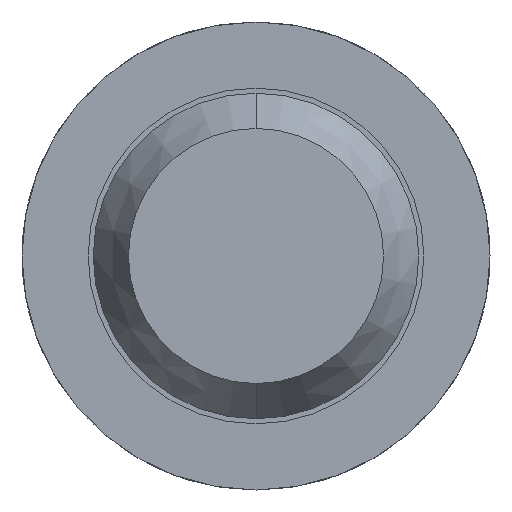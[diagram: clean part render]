
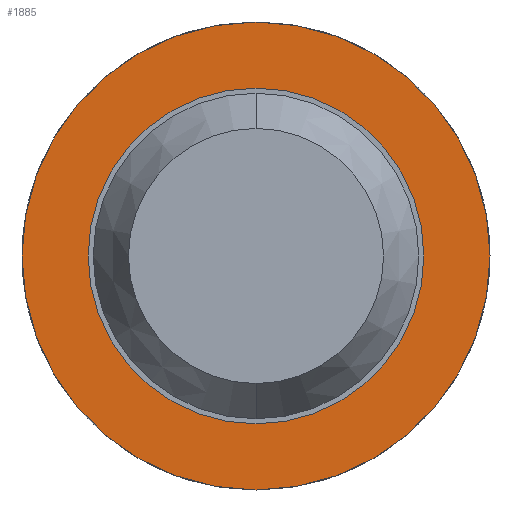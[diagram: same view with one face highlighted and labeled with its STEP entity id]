
A CAD part, front view. The second image highlights one B-rep face of the part: STEP entity #1885.
In plain terms, the highlighted planar face has unit normal (0, -1, 0).
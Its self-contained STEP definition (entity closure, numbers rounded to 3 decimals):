
#4 = AXIS2_PLACEMENT_3D ( 'NONE', #1072, #1935, #2653 ) ;
#142 = PLANE ( 'NONE',  #383 ) ;
#143 = CIRCLE ( 'NONE', #1931, 0.825 ) ;
#186 = CARTESIAN_POINT ( 'NONE',  ( 0., -1.7, -1.15 ) ) ;
#210 = AXIS2_PLACEMENT_3D ( 'NONE', #3860, #698, #1030 ) ;
#258 = EDGE_CURVE ( 'Defeature ausgef�hrt1_6+Defeature ausgef�hrt1_13+Defeature ausgef�hrt1_13+Defeature ausgef�hrt1_13', #992, #1937, #2055, .T. ) ;
#383 = AXIS2_PLACEMENT_3D ( 'NONE', #1719, #1456, #3982 ) ;
#481 = FACE_OUTER_BOUND ( 'NONE', #2344, .T. ) ;
#572 = EDGE_CURVE ( 'Defeature ausgef�hrt1_6+Defeature ausgef�hrt1_13+Defeature ausgef�hrt1_13+Defeature ausgef�hrt1_13', #1937, #992, #3705, .T. ) ;
#698 = DIRECTION ( 'NONE',  ( 0., 1., 0. ) ) ;
#882 = CIRCLE ( 'NONE', #210, 0.825 ) ;
#916 = DIRECTION ( 'NONE',  ( 0., 1., 0. ) ) ;
#992 = VERTEX_POINT ( 'NONE', #186 ) ;
#1030 = DIRECTION ( 'NONE',  ( 0., 0., 1. ) ) ;
#1072 = CARTESIAN_POINT ( 'NONE',  ( 0., -1.7, 0. ) ) ;
#1304 = VERTEX_POINT ( 'NONE', #1398 ) ;
#1306 = DIRECTION ( 'NONE',  ( 0., 0., 1. ) ) ;
#1398 = CARTESIAN_POINT ( 'NONE',  ( 0., -1.7, 0.825 ) ) ;
#1456 = DIRECTION ( 'NONE',  ( 0., 1., 0. ) ) ;
#1719 = CARTESIAN_POINT ( 'NONE',  ( 0.825, -1.7, 0. ) ) ;
#1743 = FACE_BOUND ( 'NONE', #2369, .T. ) ;
#1885 = ADVANCED_FACE ( 'Defeature ausgef�hrt1_13', ( #481, #1743 ), #142, .F. ) ;
#1925 = DIRECTION ( 'NONE',  ( 0., 0., 1. ) ) ;
#1931 = AXIS2_PLACEMENT_3D ( 'NONE', #3181, #916, #1306 ) ;
#1935 = DIRECTION ( 'NONE',  ( 0., 1., 0. ) ) ;
#1937 = VERTEX_POINT ( 'NONE', #3103 ) ;
#2055 = CIRCLE ( 'NONE', #4, 1.15 ) ;
#2344 = EDGE_LOOP ( 'NONE', ( #3580, #2615 ) ) ;
#2369 = EDGE_LOOP ( 'NONE', ( #3429, #2948 ) ) ;
#2447 = AXIS2_PLACEMENT_3D ( 'NONE', #3757, #3440, #1925 ) ;
#2615 = ORIENTED_EDGE ( 'NONE', *, *, #258, .F. ) ;
#2653 = DIRECTION ( 'NONE',  ( 0., 0., 1. ) ) ;
#2820 = CARTESIAN_POINT ( 'NONE',  ( 0., -1.7, -0.825 ) ) ;
#2844 = VERTEX_POINT ( 'NONE', #2820 ) ;
#2948 = ORIENTED_EDGE ( 'NONE', *, *, #3640, .T. ) ;
#3103 = CARTESIAN_POINT ( 'NONE',  ( 0., -1.7, 1.15 ) ) ;
#3181 = CARTESIAN_POINT ( 'NONE',  ( 0., -1.7, 0. ) ) ;
#3429 = ORIENTED_EDGE ( 'NONE', *, *, #4008, .T. ) ;
#3440 = DIRECTION ( 'NONE',  ( 0., 1., 0. ) ) ;
#3580 = ORIENTED_EDGE ( 'NONE', *, *, #572, .F. ) ;
#3640 = EDGE_CURVE ( 'Defeature ausgef�hrt1_13+Defeature ausgef�hrt1_12+Defeature ausgef�hrt1_12+Defeature ausgef�hrt1_12', #2844, #1304, #143, .T. ) ;
#3705 = CIRCLE ( 'NONE', #2447, 1.15 ) ;
#3757 = CARTESIAN_POINT ( 'NONE',  ( 0., -1.7, 0. ) ) ;
#3860 = CARTESIAN_POINT ( 'NONE',  ( 0., -1.7, 0. ) ) ;
#3982 = DIRECTION ( 'NONE',  ( 0., 0., 1. ) ) ;
#4008 = EDGE_CURVE ( 'Defeature ausgef�hrt1_13+Defeature ausgef�hrt1_12+Defeature ausgef�hrt1_12+Defeature ausgef�hrt1_12', #1304, #2844, #882, .T. ) ;
